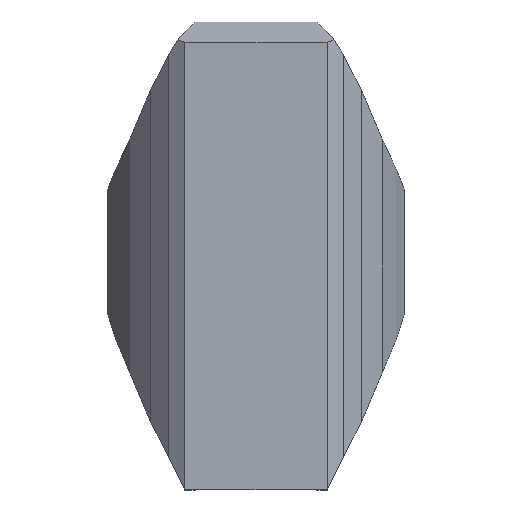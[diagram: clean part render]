
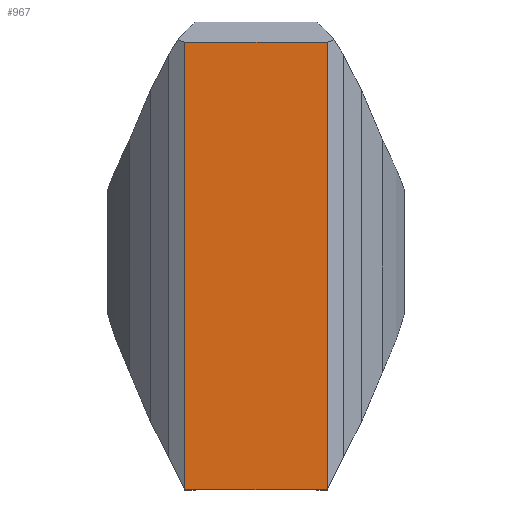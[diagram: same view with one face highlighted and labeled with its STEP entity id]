
A CAD part, top view. The second image highlights one B-rep face of the part: STEP entity #967.
In plain terms, the highlighted planar face has unit normal (0, 0, 1).
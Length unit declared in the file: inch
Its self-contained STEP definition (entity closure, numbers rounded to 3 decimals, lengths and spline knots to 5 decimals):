
#85=PLANE('',#1021);
#131=FACE_OUTER_BOUND('',#177,.T.);
#177=EDGE_LOOP('',(#812,#813,#814,#815));
#220=LINE('',#1358,#378);
#255=LINE('',#1431,#413);
#268=LINE('',#1455,#426);
#269=LINE('',#1456,#427);
#378=VECTOR('',#1088,6.);
#413=VECTOR('',#1143,18.84518);
#426=VECTOR('',#1168,6.);
#427=VECTOR('',#1169,18.84518);
#541=VERTEX_POINT('',#1355);
#542=VERTEX_POINT('',#1357);
#570=VERTEX_POINT('',#1429);
#575=VERTEX_POINT('',#1454);
#618=EDGE_CURVE('',#542,#541,#220,.T.);
#653=EDGE_CURVE('',#541,#570,#255,.T.);
#666=EDGE_CURVE('',#575,#570,#268,.T.);
#667=EDGE_CURVE('',#575,#542,#269,.T.);
#812=ORIENTED_EDGE('',*,*,#653,.T.);
#813=ORIENTED_EDGE('',*,*,#666,.F.);
#814=ORIENTED_EDGE('',*,*,#667,.T.);
#815=ORIENTED_EDGE('',*,*,#618,.T.);
#967=ADVANCED_FACE('',(#131),#85,.F.);
#1021=AXIS2_PLACEMENT_3D('',#1453,#1166,#1167);
#1088=DIRECTION('',(1.,0.,0.));
#1143=DIRECTION('',(0.,1.,0.));
#1166=DIRECTION('center_axis',(0.,0.,
-1.));
#1167=DIRECTION('ref_axis',(-1.,0.,0.));
#1168=DIRECTION('',(1.,0.,0.));
#1169=DIRECTION('',(0.,-1.,0.));
#1355=CARTESIAN_POINT('',(0.4325,-21.5,2.2498));
#1357=CARTESIAN_POINT('',(-5.5675,-21.5,2.2498));
#1358=CARTESIAN_POINT('',(0.39849,-21.5,2.2498));
#1429=CARTESIAN_POINT('',(0.4325,-2.65482,2.2498));
#1431=CARTESIAN_POINT('',(0.4325,-18.00378,2.2498));
#1453=CARTESIAN_POINT('Origin',(-2.19437,-14.50756,2.2498));
#1454=CARTESIAN_POINT('',(-5.5675,-2.65482,2.2498));
#1455=CARTESIAN_POINT('',(-1.05037,-2.65482,2.2498));
#1456=CARTESIAN_POINT('',(-5.5675,-18.00378,2.2498));
